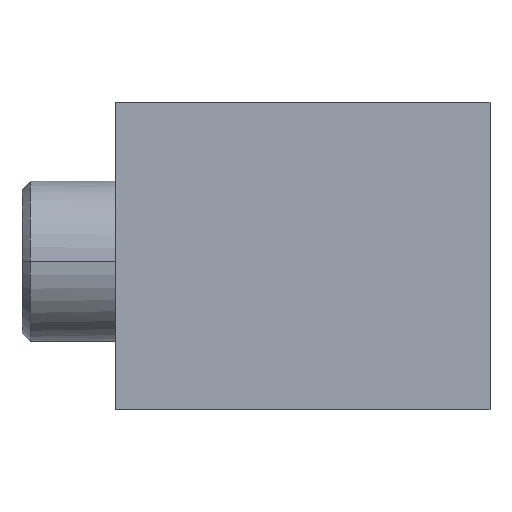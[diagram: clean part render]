
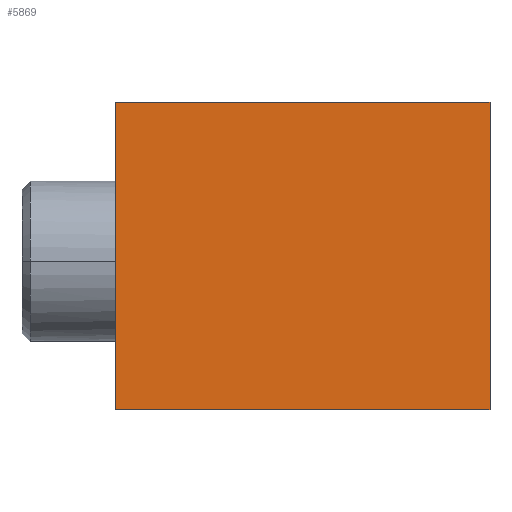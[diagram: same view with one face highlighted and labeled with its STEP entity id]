
A CAD part, top view. The second image highlights one B-rep face of the part: STEP entity #5869.
In plain terms, the highlighted planar face has unit normal (0, 0, 1).
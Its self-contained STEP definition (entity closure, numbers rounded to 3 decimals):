
#1587 = PLANE('',#1588);
#1588 = AXIS2_PLACEMENT_3D('',#1589,#1590,#1591);
#1589 = CARTESIAN_POINT('',(7.,5.95,6.));
#1590 = DIRECTION('',(-1.,0.,0.));
#1591 = DIRECTION('',(0.,1.,0.));
#1661 = PLANE('',#1662);
#1662 = AXIS2_PLACEMENT_3D('',#1663,#1664,#1665);
#1663 = CARTESIAN_POINT('',(-7.,-5.55,6.));
#1664 = DIRECTION('',(0.,1.,0.));
#1665 = DIRECTION('',(-1.,0.,0.));
#1715 = PLANE('',#1716);
#1716 = AXIS2_PLACEMENT_3D('',#1717,#1718,#1719);
#1717 = CARTESIAN_POINT('',(-7.,5.95,6.));
#1718 = DIRECTION('',(1.,0.,0.));
#1719 = DIRECTION('',(0.,1.,0.));
#1803 = PLANE('',#1804);
#1804 = AXIS2_PLACEMENT_3D('',#1805,#1806,#1807);
#1805 = CARTESIAN_POINT('',(-7.,5.95,6.));
#1806 = DIRECTION('',(1.,0.,0.));
#1807 = DIRECTION('',(0.,1.,0.));
#1908 = PLANE('',#1909);
#1909 = AXIS2_PLACEMENT_3D('',#1910,#1911,#1912);
#1910 = CARTESIAN_POINT('',(-7.,5.95,6.));
#1911 = DIRECTION('',(0.,-1.,0.));
#1912 = DIRECTION('',(0.,0.,1.));
#4383 = VERTEX_POINT('',#4384);
#4384 = CARTESIAN_POINT('',(7.,-5.55,6.));
#4405 = EDGE_CURVE('',#4383,#4406,#4408,.T.);
#4406 = VERTEX_POINT('',#4407);
#4407 = CARTESIAN_POINT('',(7.,5.95,6.));
#4408 = SURFACE_CURVE('',#4409,(#4413,#4420),.PCURVE_S1.);
#4409 = LINE('',#4410,#4411);
#4410 = CARTESIAN_POINT('',(7.,5.95,6.));
#4411 = VECTOR('',#4412,1.);
#4412 = DIRECTION('',(0.,1.,0.));
#4413 = PCURVE('',#1587,#4414);
#4414 = DEFINITIONAL_REPRESENTATION('',(#4415),#4419);
#4415 = LINE('',#4416,#4417);
#4416 = CARTESIAN_POINT('',(0.,0.));
#4417 = VECTOR('',#4418,1.);
#4418 = DIRECTION('',(1.,0.));
#4419 = ( GEOMETRIC_REPRESENTATION_CONTEXT(2) 
PARAMETRIC_REPRESENTATION_CONTEXT() REPRESENTATION_CONTEXT('2D SPACE',''
  ) );
#4420 = PCURVE('',#4421,#4426);
#4421 = PLANE('',#4422);
#4422 = AXIS2_PLACEMENT_3D('',#4423,#4424,#4425);
#4423 = CARTESIAN_POINT('',(-7.,-5.55,6.));
#4424 = DIRECTION('',(0.,0.,1.));
#4425 = DIRECTION('',(1.,0.,0.));
#4426 = DEFINITIONAL_REPRESENTATION('',(#4427),#4431);
#4427 = LINE('',#4428,#4429);
#4428 = CARTESIAN_POINT('',(14.,11.5));
#4429 = VECTOR('',#4430,1.);
#4430 = DIRECTION('',(0.,1.));
#4431 = ( GEOMETRIC_REPRESENTATION_CONTEXT(2) 
PARAMETRIC_REPRESENTATION_CONTEXT() REPRESENTATION_CONTEXT('2D SPACE',''
  ) );
#4459 = VERTEX_POINT('',#4460);
#4460 = CARTESIAN_POINT('',(-7.,-5.55,6.));
#4481 = EDGE_CURVE('',#4459,#4383,#4482,.T.);
#4482 = SURFACE_CURVE('',#4483,(#4487,#4494),.PCURVE_S1.);
#4483 = LINE('',#4484,#4485);
#4484 = CARTESIAN_POINT('',(-7.,-5.55,6.));
#4485 = VECTOR('',#4486,1.);
#4486 = DIRECTION('',(1.,0.,0.));
#4487 = PCURVE('',#1661,#4488);
#4488 = DEFINITIONAL_REPRESENTATION('',(#4489),#4493);
#4489 = LINE('',#4490,#4491);
#4490 = CARTESIAN_POINT('',(0.,0.));
#4491 = VECTOR('',#4492,1.);
#4492 = DIRECTION('',(-1.,0.));
#4493 = ( GEOMETRIC_REPRESENTATION_CONTEXT(2) 
PARAMETRIC_REPRESENTATION_CONTEXT() REPRESENTATION_CONTEXT('2D SPACE',''
  ) );
#4494 = PCURVE('',#4421,#4495);
#4495 = DEFINITIONAL_REPRESENTATION('',(#4496),#4500);
#4496 = LINE('',#4497,#4498);
#4497 = CARTESIAN_POINT('',(0.,0.));
#4498 = VECTOR('',#4499,1.);
#4499 = DIRECTION('',(1.,0.));
#4500 = ( GEOMETRIC_REPRESENTATION_CONTEXT(2) 
PARAMETRIC_REPRESENTATION_CONTEXT() REPRESENTATION_CONTEXT('2D SPACE',''
  ) );
#4508 = VERTEX_POINT('',#4509);
#4509 = CARTESIAN_POINT('',(-7.,0.,6.));
#4557 = EDGE_CURVE('',#4508,#4459,#4558,.T.);
#4558 = SURFACE_CURVE('',#4559,(#4563,#4570),.PCURVE_S1.);
#4559 = LINE('',#4560,#4561);
#4560 = CARTESIAN_POINT('',(-7.,5.95,6.));
#4561 = VECTOR('',#4562,1.);
#4562 = DIRECTION('',(0.,-1.,0.));
#4563 = PCURVE('',#1715,#4564);
#4564 = DEFINITIONAL_REPRESENTATION('',(#4565),#4569);
#4565 = LINE('',#4566,#4567);
#4566 = CARTESIAN_POINT('',(0.,0.));
#4567 = VECTOR('',#4568,1.);
#4568 = DIRECTION('',(-1.,0.));
#4569 = ( GEOMETRIC_REPRESENTATION_CONTEXT(2) 
PARAMETRIC_REPRESENTATION_CONTEXT() REPRESENTATION_CONTEXT('2D SPACE',''
  ) );
#4570 = PCURVE('',#4421,#4571);
#4571 = DEFINITIONAL_REPRESENTATION('',(#4572),#4576);
#4572 = LINE('',#4573,#4574);
#4573 = CARTESIAN_POINT('',(0.,11.5));
#4574 = VECTOR('',#4575,1.);
#4575 = DIRECTION('',(0.,-1.));
#4576 = ( GEOMETRIC_REPRESENTATION_CONTEXT(2) 
PARAMETRIC_REPRESENTATION_CONTEXT() REPRESENTATION_CONTEXT('2D SPACE',''
  ) );
#4794 = VERTEX_POINT('',#4795);
#4795 = CARTESIAN_POINT('',(-7.,5.95,6.));
#4816 = EDGE_CURVE('',#4794,#4508,#4817,.T.);
#4817 = SURFACE_CURVE('',#4818,(#4822,#4829),.PCURVE_S1.);
#4818 = LINE('',#4819,#4820);
#4819 = CARTESIAN_POINT('',(-7.,5.95,6.));
#4820 = VECTOR('',#4821,1.);
#4821 = DIRECTION('',(0.,-1.,0.));
#4822 = PCURVE('',#1803,#4823);
#4823 = DEFINITIONAL_REPRESENTATION('',(#4824),#4828);
#4824 = LINE('',#4825,#4826);
#4825 = CARTESIAN_POINT('',(0.,0.));
#4826 = VECTOR('',#4827,1.);
#4827 = DIRECTION('',(-1.,0.));
#4828 = ( GEOMETRIC_REPRESENTATION_CONTEXT(2) 
PARAMETRIC_REPRESENTATION_CONTEXT() REPRESENTATION_CONTEXT('2D SPACE',''
  ) );
#4829 = PCURVE('',#4421,#4830);
#4830 = DEFINITIONAL_REPRESENTATION('',(#4831),#4835);
#4831 = LINE('',#4832,#4833);
#4832 = CARTESIAN_POINT('',(0.,11.5));
#4833 = VECTOR('',#4834,1.);
#4834 = DIRECTION('',(0.,-1.));
#4835 = ( GEOMETRIC_REPRESENTATION_CONTEXT(2) 
PARAMETRIC_REPRESENTATION_CONTEXT() REPRESENTATION_CONTEXT('2D SPACE',''
  ) );
#4968 = EDGE_CURVE('',#4406,#4794,#4969,.T.);
#4969 = SURFACE_CURVE('',#4970,(#4974,#4981),.PCURVE_S1.);
#4970 = LINE('',#4971,#4972);
#4971 = CARTESIAN_POINT('',(-7.,5.95,6.));
#4972 = VECTOR('',#4973,1.);
#4973 = DIRECTION('',(-1.,0.,0.));
#4974 = PCURVE('',#1908,#4975);
#4975 = DEFINITIONAL_REPRESENTATION('',(#4976),#4980);
#4976 = LINE('',#4977,#4978);
#4977 = CARTESIAN_POINT('',(0.,0.));
#4978 = VECTOR('',#4979,1.);
#4979 = DIRECTION('',(0.,1.));
#4980 = ( GEOMETRIC_REPRESENTATION_CONTEXT(2) 
PARAMETRIC_REPRESENTATION_CONTEXT() REPRESENTATION_CONTEXT('2D SPACE',''
  ) );
#4981 = PCURVE('',#4421,#4982);
#4982 = DEFINITIONAL_REPRESENTATION('',(#4983),#4987);
#4983 = LINE('',#4984,#4985);
#4984 = CARTESIAN_POINT('',(0.,11.5));
#4985 = VECTOR('',#4986,1.);
#4986 = DIRECTION('',(-1.,0.));
#4987 = ( GEOMETRIC_REPRESENTATION_CONTEXT(2) 
PARAMETRIC_REPRESENTATION_CONTEXT() REPRESENTATION_CONTEXT('2D SPACE',''
  ) );
#5869 = ADVANCED_FACE('',(#5870),#4421,.T.);
#5870 = FACE_BOUND('',#5871,.T.);
#5871 = EDGE_LOOP('',(#5872,#5873,#5874,#5875,#5876));
#5872 = ORIENTED_EDGE('',*,*,#4816,.T.);
#5873 = ORIENTED_EDGE('',*,*,#4557,.T.);
#5874 = ORIENTED_EDGE('',*,*,#4481,.T.);
#5875 = ORIENTED_EDGE('',*,*,#4405,.T.);
#5876 = ORIENTED_EDGE('',*,*,#4968,.T.);
